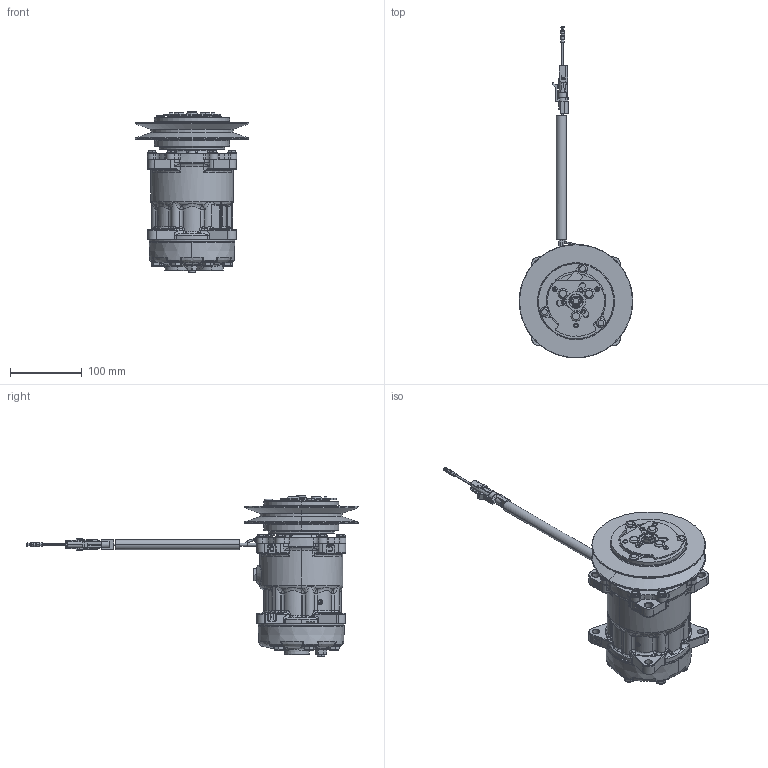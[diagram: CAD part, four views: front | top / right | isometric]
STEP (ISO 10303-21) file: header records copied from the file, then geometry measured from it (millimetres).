
FILE_DESCRIPTION (( 'STEP AP203' ), '1' );
FILE_NAME ('SANDEN_4868_REV_G_COMPR_AC1.STEP', '2010-10-11T16:34:59', ( '' ), ( '' ), 'SwSTEP 2.0', 'SolidWorks 2010', '' );
FILE_SCHEMA (( 'CONFIG_CONTROL_DESIGN' ));
Length unit declared in the file: millimetre
Products named in the file (1): SANDEN_4868_REV_G_COMPR_AC1
Bounding box: 158.7 x 464.18 x 225.74 mm (x, y, z)
Volume: 2265575.1 mm3; surface area: 274508 mm2
Topology: 3 solids, 20 shells, 2577 faces, 6526 edges, 4030 vertices
Faces by surface type: plane 722, cylinder 715, bspline 594, cone 301, torus 221, sphere 24
Entity records: 168561 total; most frequent: CARTESIAN_POINT 113591, ORIENTED_EDGE 12922, DIRECTION 9269, EDGE_CURVE 6461, VERTEX_POINT 4020, AXIS2_PLACEMENT_3D 3617, EDGE_LOOP 2767, FACE_OUTER_BOUND 2571
